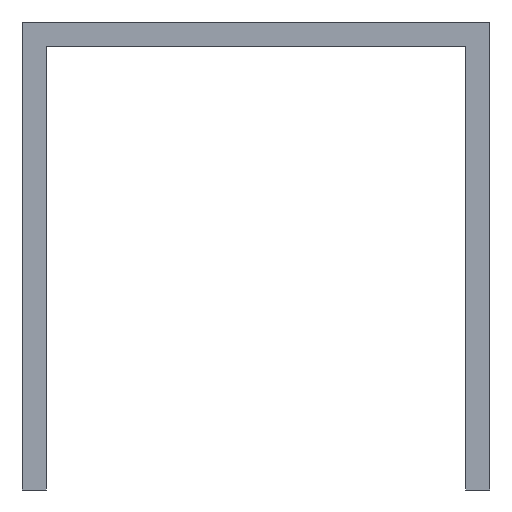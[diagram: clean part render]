
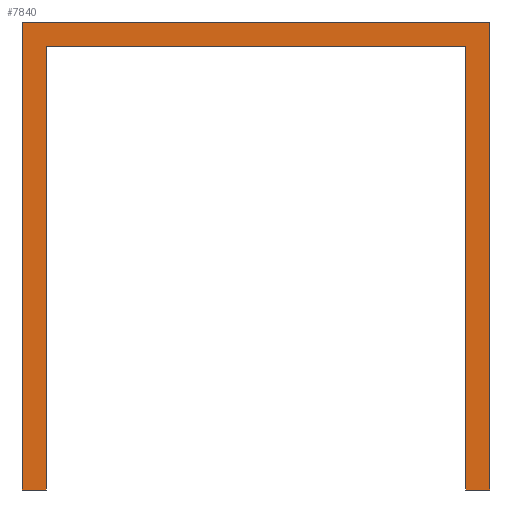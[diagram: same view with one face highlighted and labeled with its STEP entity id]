
A CAD part, front view. The second image highlights one B-rep face of the part: STEP entity #7840.
In plain terms, the highlighted planar face has unit normal (0, -1, 0).
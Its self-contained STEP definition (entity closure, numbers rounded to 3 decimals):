
#294=PLANE('',#8659);
#616=FACE_OUTER_BOUND('',#1265,.T.);
#1265=EDGE_LOOP('',(#6602,#6603,#6604,#6605,#6606,#6607,#6608,#6609));
#1668=LINE('',#12130,#2373);
#1724=LINE('',#12281,#2429);
#1780=LINE('',#12431,#2485);
#1835=LINE('',#12579,#2540);
#1956=LINE('',#12892,#2661);
#2011=LINE('',#13007,#2716);
#2066=LINE('',#13121,#2771);
#2068=LINE('',#13124,#2773);
#2373=VECTOR('',#9804,1000.);
#2429=VECTOR('',#9922,1000.);
#2485=VECTOR('',#10040,1000.);
#2540=VECTOR('',#10157,1000.);
#2661=VECTOR('',#10450,1000.);
#2716=VECTOR('',#10545,1000.);
#2771=VECTOR('',#10640,1000.);
#2773=VECTOR('',#10644,1000.);
#3693=VERTEX_POINT('',#12128);
#3694=VERTEX_POINT('',#12129);
#3757=VERTEX_POINT('',#12279);
#3758=VERTEX_POINT('',#12280);
#3821=VERTEX_POINT('',#12430);
#3883=VERTEX_POINT('',#12578);
#3989=VERTEX_POINT('',#12891);
#4029=VERTEX_POINT('',#13006);
#4504=EDGE_CURVE('',#3693,#3694,#1668,.T.);
#4590=EDGE_CURVE('',#3757,#3758,#1724,.T.);
#4676=EDGE_CURVE('',#3821,#3693,#1780,.T.);
#4761=EDGE_CURVE('',#3758,#3883,#1835,.T.);
#4934=EDGE_CURVE('',#3694,#3989,#1956,.T.);
#5008=EDGE_CURVE('',#4029,#3757,#2011,.T.);
#5082=EDGE_CURVE('',#3989,#4029,#2066,.T.);
#5084=EDGE_CURVE('',#3883,#3821,#2068,.T.);
#6602=ORIENTED_EDGE('',*,*,#4676,.F.);
#6603=ORIENTED_EDGE('',*,*,#5084,.F.);
#6604=ORIENTED_EDGE('',*,*,#4761,.F.);
#6605=ORIENTED_EDGE('',*,*,#4590,.F.);
#6606=ORIENTED_EDGE('',*,*,#5008,.F.);
#6607=ORIENTED_EDGE('',*,*,#5082,.F.);
#6608=ORIENTED_EDGE('',*,*,#4934,.F.);
#6609=ORIENTED_EDGE('',*,*,#4504,.F.);
#7840=ADVANCED_FACE('',(#616),#294,.T.);
#8659=AXIS2_PLACEMENT_3D('',#13127,#10648,#10649);
#9804=DIRECTION('',(-1.,0.,0.));
#9922=DIRECTION('',(1.,0.,0.));
#10040=DIRECTION('',(0.,0.,1.));
#10157=DIRECTION('',(0.,0.,-1.));
#10450=DIRECTION('',(0.,0.,-1.));
#10545=DIRECTION('',(0.,0.,1.));
#10640=DIRECTION('',(-1.,0.,0.));
#10644=DIRECTION('',(-1.,0.,0.));
#10648=DIRECTION('center_axis',(0.,-1.,0.));
#10649=DIRECTION('ref_axis',(0.,0.,-1.));
#12128=CARTESIAN_POINT('',(21.5,0.,0.));
#12129=CARTESIAN_POINT('',(-21.5,0.,0.));
#12130=CARTESIAN_POINT('',(-21.5,0.,0.));
#12279=CARTESIAN_POINT('',(-24.,0.,2.5));
#12280=CARTESIAN_POINT('',(24.,0.,2.5));
#12281=CARTESIAN_POINT('',(24.,0.,2.5));
#12430=CARTESIAN_POINT('',(21.5,0.,-45.5));
#12431=CARTESIAN_POINT('',(21.5,0.,0.));
#12578=CARTESIAN_POINT('',(24.,0.,-45.5));
#12579=CARTESIAN_POINT('',(24.,0.,-45.5));
#12891=CARTESIAN_POINT('',(-21.5,0.,-45.5));
#12892=CARTESIAN_POINT('',(-21.5,0.,0.));
#13006=CARTESIAN_POINT('',(-24.,0.,-45.5));
#13007=CARTESIAN_POINT('',(-24.,0.,-45.5));
#13121=CARTESIAN_POINT('',(-21.5,0.,-45.5));
#13124=CARTESIAN_POINT('',(21.5,0.,-45.5));
#13127=CARTESIAN_POINT('Origin',(0.,0.,0.));
